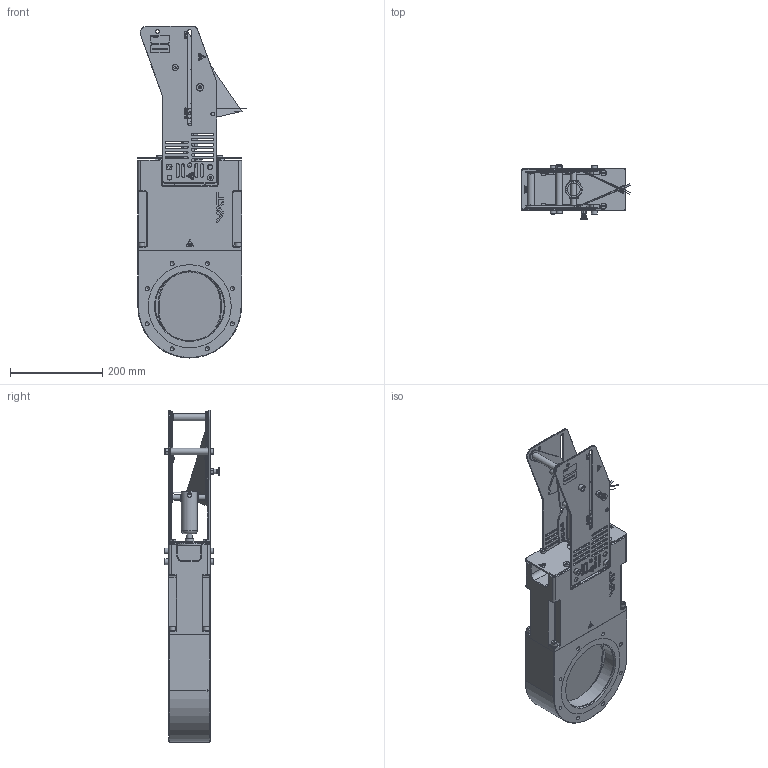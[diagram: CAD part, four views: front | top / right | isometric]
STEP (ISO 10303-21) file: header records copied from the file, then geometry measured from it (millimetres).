
FILE_DESCRIPTION(('HOOPS Exchange Step'),'2;1');
FILE_NAME('09244-PI06-0001_Katalog_Modell.x_t.stp','2023-01-27T16:02:21+01:00',('MAEM'),('Unknown organisation'),'HOOPS Exchange 2018.2','HOOPS Exchange','Unknown authorisation');
FILE_SCHEMA( ('AP203_CONFIGURATION_CONTROLLED_3D_DESIGN_OF_MECHANICAL_PARTS_AND_ASSEMBLIES_MIM_LF') );
Length unit declared in the file: millimetre
Products named in the file (22): 0; 09244-PI06-0001_Katalog_Modell
Assembly tree (66 placements, depth 2):
  09244-PI06-0001_Katalog_Modell
    0  x2
    0  x4
    0  x4
    0  x4
    0  x4
    0  x4
    0  x4
    0  x2
    0  x4
    0  x4
    0  x4
    0  x2
    0  x4
    0  x2
    0  x2
    0  x2
    0  x2
    0  x2
    0  x2
    0  x4
    0  x4
Bounding box: 234.78 x 121.2 x 720.5 mm (x, y, z)
Volume: 4557326.3 mm3; surface area: 907347.4 mm2
Topology: 96 solids, 111 shells, 3339 faces, 8560 edges, 5590 vertices
Faces by surface type: plane 1508, cylinder 751, cone 464, bspline 367, extrusion 152, torus 93, sphere 4
Full cylindrical faces by diameter (mm): 2.5 x1, 2.55 x1, 3 x1, 3.125 x2, 3.2 x1, 3.3 x1, 4 x1, 4.3 x1, 4.98 x1, 5.03 x1, 5.138 x2, 5.2 x2, 5.3 x2, 5.98 x2, 6 x1, 6.026 x2, 6.6 x1, 6.66 x11, 6.7 x11, 6.8 x13, 6.974 x1, 7 x1, 7.03 x1, 7.6 x3, 7.971 x2, 8 x37, 8.129 x1, 8.2 x4, 8.3 x2, 8.4 x11
Entity records: 129793 total; most frequent: CARTESIAN_POINT 61113, ORIENTED_EDGE 15002, DIRECTION 12607, EDGE_CURVE 7501, VERTEX_POINT 4899, AXIS2_PLACEMENT_3D 4602, VECTOR 3403, EDGE_LOOP 3344
